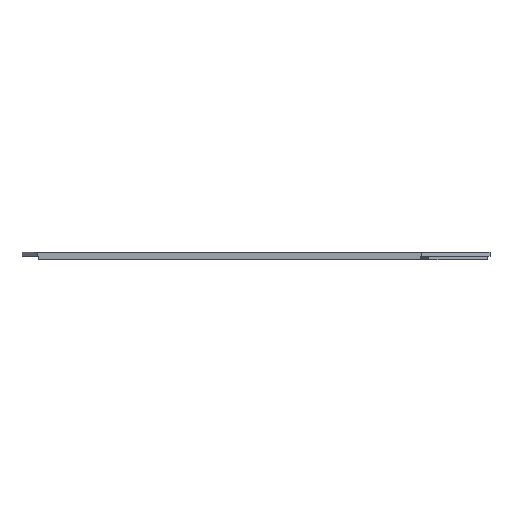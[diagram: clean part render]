
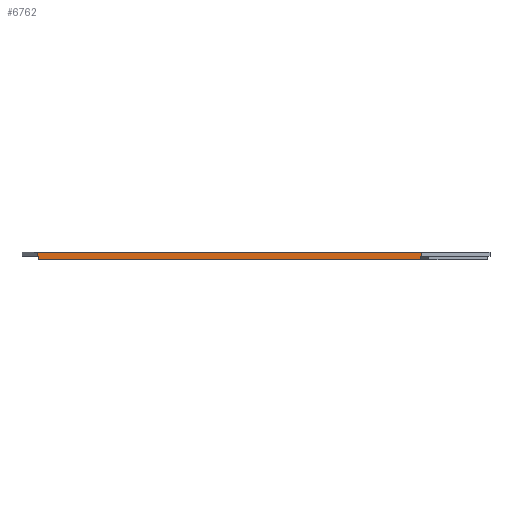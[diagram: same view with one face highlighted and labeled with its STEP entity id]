
A CAD part, left-side view. The second image highlights one B-rep face of the part: STEP entity #6762.
In plain terms, the highlighted planar face has unit normal (-1, 0, 0).
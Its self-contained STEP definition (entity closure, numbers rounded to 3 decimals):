
#459=FACE_OUTER_BOUND('',#901,.T.);
#901=EDGE_LOOP('',(#6089,#6090,#6091,#6092,#6093,#6094,#6095,#6096));
#1022=LINE('',#8922,#1939);
#1039=LINE('',#8956,#1956);
#1416=LINE('',#9715,#2333);
#1418=LINE('',#9721,#2335);
#1443=LINE('',#9771,#2360);
#1585=LINE('',#10068,#2502);
#1819=LINE('',#10536,#2736);
#1820=LINE('',#10538,#2737);
#1939=VECTOR('',#7252,10.);
#1956=VECTOR('',#7279,10.);
#2333=VECTOR('',#7774,10.);
#2335=VECTOR('',#7778,10.);
#2360=VECTOR('',#7823,10.);
#2502=VECTOR('',#7989,10.);
#2736=VECTOR('',#8667,10.);
#2737=VECTOR('',#8670,10.);
#2847=VERTEX_POINT('',#8919);
#2848=VERTEX_POINT('',#8921);
#2859=VERTEX_POINT('',#8953);
#2860=VERTEX_POINT('',#8955);
#3183=VERTEX_POINT('',#9713);
#3184=VERTEX_POINT('',#9717);
#3186=VERTEX_POINT('',#9720);
#3344=VERTEX_POINT('',#10066);
#3471=EDGE_CURVE('',#2847,#2848,#1022,.T.);
#3488=EDGE_CURVE('',#2859,#2860,#1039,.T.);
#3868=EDGE_CURVE('',#2847,#3183,#1416,.T.);
#3870=EDGE_CURVE('',#3184,#3186,#1418,.T.);
#3896=EDGE_CURVE('',#3186,#3183,#1443,.T.);
#4040=EDGE_CURVE('',#3344,#3184,#1585,.T.);
#4274=EDGE_CURVE('',#3344,#2860,#1819,.T.);
#4275=EDGE_CURVE('',#2848,#2859,#1820,.T.);
#6089=ORIENTED_EDGE('',*,*,#4040,.F.);
#6090=ORIENTED_EDGE('',*,*,#4274,.T.);
#6091=ORIENTED_EDGE('',*,*,#3488,.F.);
#6092=ORIENTED_EDGE('',*,*,#4275,.F.);
#6093=ORIENTED_EDGE('',*,*,#3471,.F.);
#6094=ORIENTED_EDGE('',*,*,#3868,.T.);
#6095=ORIENTED_EDGE('',*,*,#3896,.F.);
#6096=ORIENTED_EDGE('',*,*,#3870,.F.);
#6442=PLANE('',#7105);
#6762=ADVANCED_FACE('',(#459),#6442,.T.);
#7105=AXIS2_PLACEMENT_3D('',#10537,#8668,#8669);
#7252=DIRECTION('',(0.,1.,0.));
#7279=DIRECTION('',(0.,-1.,0.));
#7774=DIRECTION('',(0.,0.,-1.));
#7778=DIRECTION('',(0.,0.,-1.));
#7823=DIRECTION('',(0.,1.,0.));
#7989=DIRECTION('',(0.,1.,0.));
#8667=DIRECTION('',(0.,0.,1.));
#8668=DIRECTION('center_axis',(-1.,0.,0.));
#8669=DIRECTION('ref_axis',(0.,-1.,0.));
#8670=DIRECTION('',(0.,0.,1.));
#8919=CARTESIAN_POINT('',(38.839,-22.853,2.6));
#8921=CARTESIAN_POINT('',(38.839,-22.603,2.6));
#8922=CARTESIAN_POINT('',(38.839,-129.603,2.6));
#8953=CARTESIAN_POINT('',(38.839,-22.603,3.8));
#8955=CARTESIAN_POINT('',(38.839,-129.603,3.8));
#8956=CARTESIAN_POINT('',(38.839,-129.603,3.8));
#9713=CARTESIAN_POINT('',(38.839,-22.853,1.6));
#9715=CARTESIAN_POINT('',(38.839,-22.853,2.6));
#9717=CARTESIAN_POINT('',(38.839,-129.353,2.6));
#9720=CARTESIAN_POINT('',(38.839,-129.353,1.6));
#9721=CARTESIAN_POINT('',(38.839,-129.353,2.6));
#9771=CARTESIAN_POINT('',(38.839,-22.853,1.6));
#10066=CARTESIAN_POINT('',(38.839,-129.603,2.6));
#10068=CARTESIAN_POINT('',(38.839,-129.603,2.6));
#10536=CARTESIAN_POINT('',(38.839,-129.603,2.6));
#10537=CARTESIAN_POINT('Origin',(38.839,-22.603,2.6));
#10538=CARTESIAN_POINT('',(38.839,-22.603,2.6));
